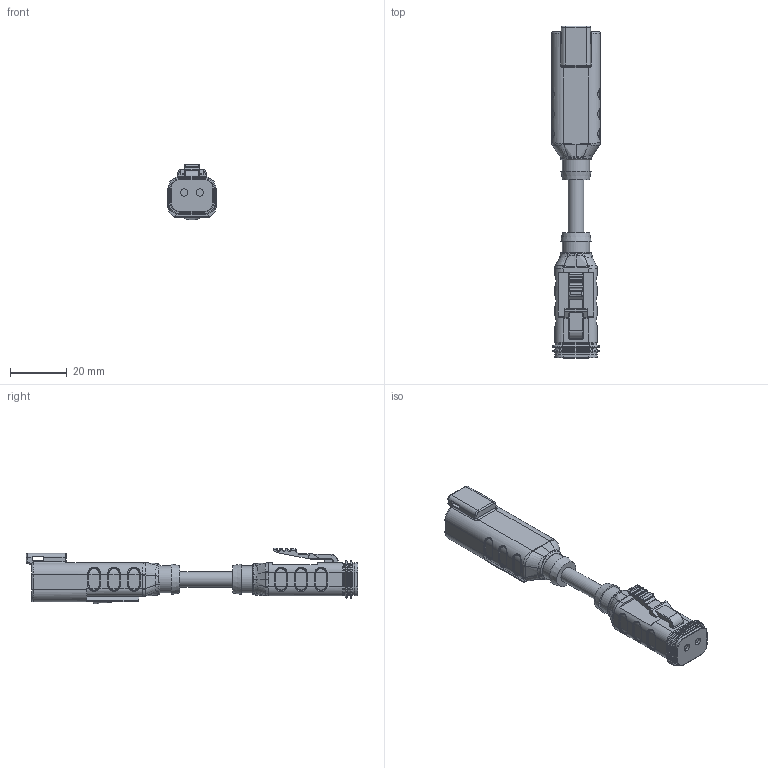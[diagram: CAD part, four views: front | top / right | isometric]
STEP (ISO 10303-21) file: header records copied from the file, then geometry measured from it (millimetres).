
FILE_DESCRIPTION(/* description */ (''),/* implementation_level */ '2;1');
FILE_NAME(/* name */ '1-V0011204__5039592__MA-DT06-2S-1-MA-DT04-2P-S370_assy_26-06-2023_stp.stp',/* time_stamp */ '2023-06-26T12:47:50+02:00',/* author */ ('ESCHA GmbH & Co. KG'),/* organization */ ('ESCHA GmbH & Co. KG'),/* preprocessor_version */ 'ST-DEVELOPER v16',/* originating_system */ 'SIEMENS PLM Software NX 10.0',/* authorisation */ '');
FILE_SCHEMA (('AUTOMOTIVE_DESIGN { 1 0 10303 214 3 1 1 1 }'));
Length unit declared in the file: millimetre
Products named in the file (1): t.he45A021CCus9q
Bounding box: 17.15 x 116.5 x 19.47 mm (x, y, z)
Volume: 13588.5 mm3; surface area: 7538.7 mm2
Topology: 1 solids, 1 shells, 900 faces, 2213 edges, 1304 vertices
Faces by surface type: cylinder 282, bspline 220, plane 189, torus 176, cone 17, sphere 16
Full cylindrical faces by diameter (mm): 2.56 x2, 5.4 x1, 9.5 x2
Entity records: 30084 total; most frequent: CARTESIAN_POINT 10444, ORIENTED_EDGE 4316, DIRECTION 3913, EDGE_CURVE 2158, AXIS2_PLACEMENT_3D 1606, VERTEX_POINT 1291, EDGE_LOOP 951, CIRCLE 909
